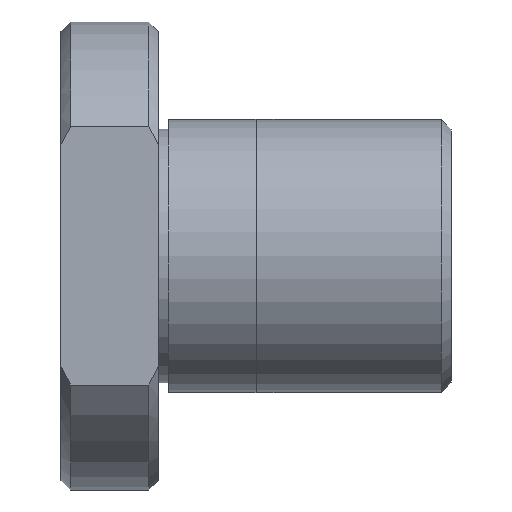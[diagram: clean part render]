
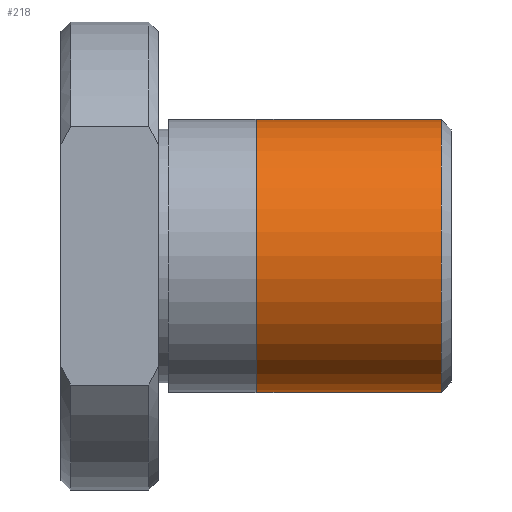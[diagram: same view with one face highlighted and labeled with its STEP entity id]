
A CAD part, top view. The second image highlights one B-rep face of the part: STEP entity #218.
In plain terms, the highlighted cylindrical face has radius 14 mm (diameter 28 mm), a partial arc.
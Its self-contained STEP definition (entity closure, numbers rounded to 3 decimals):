
#218 = ADVANCED_FACE( '', ( #346 ), #347, .T. );
#346 = FACE_OUTER_BOUND( '', #510, .T. );
#347 = CYLINDRICAL_SURFACE( '', #511, 14. );
#510 = EDGE_LOOP( '', ( #939, #940, #941, #942 ) );
#511 = AXIS2_PLACEMENT_3D( '', #943, #944, #945 );
#939 = ORIENTED_EDGE( '', *, *, #1140, .T. );
#940 = ORIENTED_EDGE( '', *, *, #1250, .F. );
#941 = ORIENTED_EDGE( '', *, *, #1142, .T. );
#942 = ORIENTED_EDGE( '', *, *, #1249, .T. );
#943 = CARTESIAN_POINT( '', ( 19.55, 0., 0. ) );
#944 = DIRECTION( '', ( 1., 0., 0. ) );
#945 = DIRECTION( '', ( 0., 1., 0. ) );
#1140 = EDGE_CURVE( '', #1330, #1331, #1332, .T. );
#1142 = EDGE_CURVE( '', #1335, #1333, #1336, .T. );
#1249 = EDGE_CURVE( '', #1333, #1330, #1509, .T. );
#1250 = EDGE_CURVE( '', #1335, #1331, #1510, .T. );
#1330 = VERTEX_POINT( '', #1701 );
#1331 = VERTEX_POINT( '', #1702 );
#1332 = LINE( '', #1703, #1704 );
#1333 = VERTEX_POINT( '', #1705 );
#1335 = VERTEX_POINT( '', #1707 );
#1336 = LINE( '', #1708, #1709 );
#1509 = CIRCLE( '', #2108, 14. );
#1510 = CIRCLE( '', #2109, 14. );
#1701 = CARTESIAN_POINT( '', ( 29., 14., 0. ) );
#1702 = CARTESIAN_POINT( '', ( 10.1, 14., 0. ) );
#1703 = CARTESIAN_POINT( '', ( 19.55, 14., 0. ) );
#1704 = VECTOR( '', #2207, 1. );
#1705 = CARTESIAN_POINT( '', ( 29., -14., 0. ) );
#1707 = CARTESIAN_POINT( '', ( 10.1, -14., 0. ) );
#1708 = CARTESIAN_POINT( '', ( 19.55, -14., 0. ) );
#1709 = VECTOR( '', #2211, 1. );
#2108 = AXIS2_PLACEMENT_3D( '', #2420, #2421, #2422 );
#2109 = AXIS2_PLACEMENT_3D( '', #2423, #2424, #2425 );
#2207 = DIRECTION( '', ( -1., 0., 0. ) );
#2211 = DIRECTION( '', ( 1., 0., 0. ) );
#2420 = CARTESIAN_POINT( '', ( 29., 0., 0. ) );
#2421 = DIRECTION( '', ( -1., 0., 0. ) );
#2422 = DIRECTION( '', ( 0., 1., 0. ) );
#2423 = CARTESIAN_POINT( '', ( 10.1, 0., 0. ) );
#2424 = DIRECTION( '', ( -1., 0., 0. ) );
#2425 = DIRECTION( '', ( 0., 1., 0. ) );
